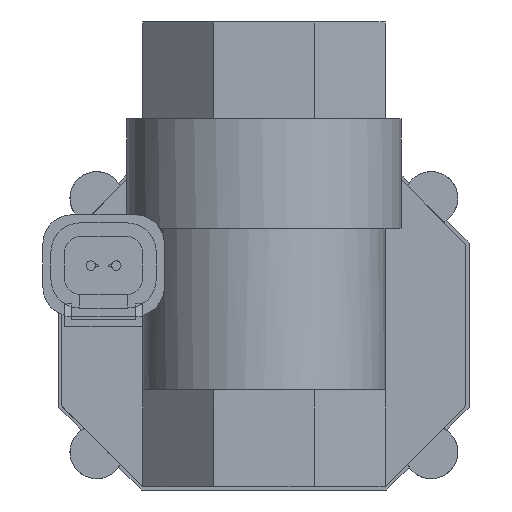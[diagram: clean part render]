
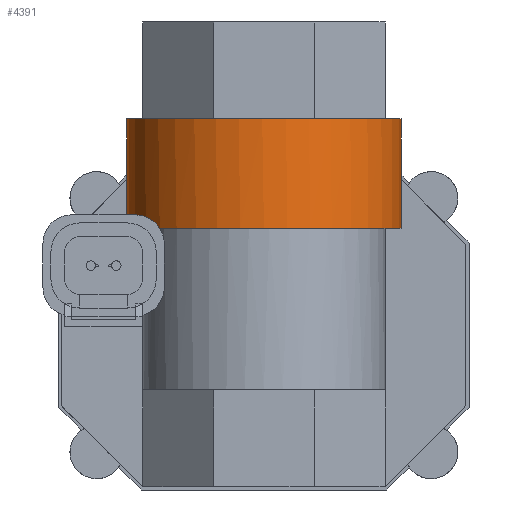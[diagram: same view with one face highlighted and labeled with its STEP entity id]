
A CAD part, front view. The second image highlights one B-rep face of the part: STEP entity #4391.
In plain terms, the highlighted cylindrical face has radius 21.59 mm (diameter 43.18 mm), a full revolution.
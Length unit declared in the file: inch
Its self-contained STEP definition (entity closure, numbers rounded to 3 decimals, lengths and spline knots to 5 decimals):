
#195 = AXIS2_PLACEMENT_3D ( 'NONE', #3763, #5476, #4314 ) ;
#443 = CARTESIAN_POINT ( 'NONE',  ( -0.02654, 0.84997, -0.34294 ) ) ;
#475 = CARTESIAN_POINT ( 'NONE',  ( 0.39078, 0.75489, -0.55253 ) ) ;
#508 = CARTESIAN_POINT ( 'NONE',  ( -0.44879, 0.72186, -0.6765 ) ) ;
#540 = FACE_OUTER_BOUND ( 'NONE', #6145, .T. ) ;
#553 = CARTESIAN_POINT ( 'NONE',  ( -0.27238, 0.80524, -0.42996 ) ) ;
#611 = FACE_OUTER_BOUND ( 'NONE', #1279, .T. ) ;
#934 = B_SPLINE_CURVE_WITH_KNOTS ( 'NONE', 3,
 ( #508, #2215, #6645, #1547, #6685, #2769, #4482, #3294, #6762, #1652, #5052, #553, #2107, #6733, #6206, #2144, #1628, #6650, #2814, #3338, #443, #3857, #5088, #1553, #4416, #1107, #5498, #3820, #3781, #7257, #5013, #3298, #4340, #5570, #6767, #4939, #1595, #475, #6617, #6136, #1659, #7298, #6058, #1515 ),
 .UNSPECIFIED., .F., .F.,
 ( 4, 2, 2, 2, 2, 2, 2, 2, 2, 2, 2, 2, 2, 2, 2, 2, 2, 2, 2, 2, 2, 4 ),
 ( 0., 0.00194, 0.00388, 0.00485, 0.00582, 0.00776, 0.00873, 0.0097, 0.01164, 0.01358, 0.01552, 0.01746, 0.0194, 0.02037, 0.02134, 0.02328, 0.02425, 0.02522, 0.02716, 0.02813, 0.0291, 0.03104 ),
 .UNSPECIFIED. ) ;
#1107 = CARTESIAN_POINT ( 'NONE',  ( 0.16142, 0.83462, -0.37138 ) ) ;
#1192 = DIRECTION ( 'NONE',  ( 0., 0., -1. ) ) ;
#1204 = CYLINDRICAL_SURFACE ( 'NONE', #2071, 0.85 ) ;
#1279 = EDGE_LOOP ( 'NONE', ( #2060 ) ) ;
#1490 = EDGE_CURVE ( 'NONE', #4546, #5253, #934, .T. ) ;
#1515 = CARTESIAN_POINT ( 'NONE',  ( 0.44879, 0.72186, -0.6765 ) ) ;
#1547 = CARTESIAN_POINT ( 'NONE',  ( -0.41072, 0.74429, -0.58446 ) ) ;
#1553 = CARTESIAN_POINT ( 'NONE',  ( 0.10087, 0.84437, -0.35316 ) ) ;
#1595 = CARTESIAN_POINT ( 'NONE',  ( 0.36952, 0.76564, -0.52222 ) ) ;
#1628 = CARTESIAN_POINT ( 'NONE',  ( -0.17479, 0.83219, -0.37597 ) ) ;
#1652 = CARTESIAN_POINT ( 'NONE',  ( -0.32029, 0.78756, -0.46854 ) ) ;
#1659 = CARTESIAN_POINT ( 'NONE',  ( 0.41599, 0.74128, -0.59532 ) ) ;
#1723 = CARTESIAN_POINT ( 'NONE',  ( 0., 0., -0.6765 ) ) ;
#1952 = ORIENTED_EDGE ( 'NONE', *, *, #1490, .F. ) ;
#2020 = AXIS2_PLACEMENT_3D ( 'NONE', #5694, #1192, #2940 ) ;
#2060 = ORIENTED_EDGE ( 'NONE', *, *, #3242, .T. ) ;
#2071 = AXIS2_PLACEMENT_3D ( 'NONE', #1723, #3987, #2872 ) ;
#2107 = CARTESIAN_POINT ( 'NONE',  ( -0.26211, 0.80865, -0.42283 ) ) ;
#2144 = CARTESIAN_POINT ( 'NONE',  ( -0.19762, 0.82702, -0.38586 ) ) ;
#2215 = CARTESIAN_POINT ( 'NONE',  ( -0.44146, 0.72642, -0.65212 ) ) ;
#2266 = EDGE_CURVE ( 'NONE', #5253, #4546, #3273, .T. ) ;
#2310 = VERTEX_POINT ( 'NONE', #6292 ) ;
#2769 = CARTESIAN_POINT ( 'NONE',  ( -0.37701, 0.76186, -0.53286 ) ) ;
#2814 = CARTESIAN_POINT ( 'NONE',  ( -0.10205, 0.84423, -0.35342 ) ) ;
#2872 = DIRECTION ( 'NONE',  ( 1., 0., 0. ) ) ;
#2940 = DIRECTION ( 'NONE',  ( -1., 0., 0. ) ) ;
#3242 = EDGE_CURVE ( 'NONE', #2310, #2310, #5344, .T. ) ;
#3273 = CIRCLE ( 'NONE', #195, 0.85 ) ;
#3294 = CARTESIAN_POINT ( 'NONE',  ( -0.35389, 0.77288, -0.50404 ) ) ;
#3298 = CARTESIAN_POINT ( 'NONE',  ( 0.29146, 0.79854, -0.44433 ) ) ;
#3338 = CARTESIAN_POINT ( 'NONE',  ( -0.05185, 0.84879, -0.34507 ) ) ;
#3482 = CARTESIAN_POINT ( 'NONE',  ( 0.44879, 0.72186, -0.6765 ) ) ;
#3763 = CARTESIAN_POINT ( 'NONE',  ( 0., 0., -0.6765 ) ) ;
#3781 = CARTESIAN_POINT ( 'NONE',  ( 0.20781, 0.82428, -0.39129 ) ) ;
#3820 = CARTESIAN_POINT ( 'NONE',  ( 0.19652, 0.82706, -0.38589 ) ) ;
#3857 = CARTESIAN_POINT ( 'NONE',  ( 0.02454, 0.85003, -0.34283 ) ) ;
#3987 = DIRECTION ( 'NONE',  ( 0., 0., 1. ) ) ;
#4314 = DIRECTION ( 'NONE',  ( -1., 0., 0. ) ) ;
#4340 = CARTESIAN_POINT ( 'NONE',  ( 0.3011, 0.79494, -0.45219 ) ) ;
#4391 = ADVANCED_FACE ( 'NONE', ( #611, #540 ), #1204, .T. ) ;
#4416 = CARTESIAN_POINT ( 'NONE',  ( 0.12544, 0.84105, -0.35928 ) ) ;
#4482 = CARTESIAN_POINT ( 'NONE',  ( -0.36951, 0.76553, -0.52299 ) ) ;
#4546 = VERTEX_POINT ( 'NONE', #6103 ) ;
#4939 = CARTESIAN_POINT ( 'NONE',  ( 0.35394, 0.77303, -0.50337 ) ) ;
#5013 = CARTESIAN_POINT ( 'NONE',  ( 0.26174, 0.80897, -0.42199 ) ) ;
#5052 = CARTESIAN_POINT ( 'NONE',  ( -0.30199, 0.79482, -0.4523 ) ) ;
#5088 = CARTESIAN_POINT ( 'NONE',  ( 0.05053, 0.84887, -0.34492 ) ) ;
#5253 = VERTEX_POINT ( 'NONE', #3482 ) ;
#5344 = CIRCLE ( 'NONE', #2020, 0.85 ) ;
#5476 = DIRECTION ( 'NONE',  ( 0., 0., -1. ) ) ;
#5498 = CARTESIAN_POINT ( 'NONE',  ( 0.17333, 0.83223, -0.37593 ) ) ;
#5570 = CARTESIAN_POINT ( 'NONE',  ( 0.31957, 0.7877, -0.46851 ) ) ;
#5694 = CARTESIAN_POINT ( 'NONE',  ( 0., 0., 0. ) ) ;
#6058 = CARTESIAN_POINT ( 'NONE',  ( 0.44145, 0.72642, -0.65211 ) ) ;
#6103 = CARTESIAN_POINT ( 'NONE',  ( -0.44879, 0.72186, -0.6765 ) ) ;
#6136 = CARTESIAN_POINT ( 'NONE',  ( 0.41013, 0.74454, -0.58439 ) ) ;
#6145 = EDGE_LOOP ( 'NONE', ( #1952, #7016 ) ) ;
#6206 = CARTESIAN_POINT ( 'NONE',  ( -0.23045, 0.81824, -0.40327 ) ) ;
#6292 = CARTESIAN_POINT ( 'NONE',  ( -0.85, 0., 0. ) ) ;
#6617 = CARTESIAN_POINT ( 'NONE',  ( 0.39753, 0.75135, -0.56301 ) ) ;
#6645 = CARTESIAN_POINT ( 'NONE',  ( -0.43232, 0.73195, -0.62889 ) ) ;
#6650 = CARTESIAN_POINT ( 'NONE',  ( -0.12712, 0.84079, -0.35975 ) ) ;
#6685 = CARTESIAN_POINT ( 'NONE',  ( -0.39826, 0.75109, -0.56325 ) ) ;
#6733 = CARTESIAN_POINT ( 'NONE',  ( -0.24116, 0.81515, -0.4095 ) ) ;
#6762 = CARTESIAN_POINT ( 'NONE',  ( -0.34574, 0.77656, -0.49491 ) ) ;
#6767 = CARTESIAN_POINT ( 'NONE',  ( 0.32843, 0.78404, -0.47699 ) ) ;
#7016 = ORIENTED_EDGE ( 'NONE', *, *, #2266, .F. ) ;
#7257 = CARTESIAN_POINT ( 'NONE',  ( 0.24085, 0.81548, -0.40873 ) ) ;
#7298 = CARTESIAN_POINT ( 'NONE',  ( 0.4323, 0.73197, -0.62882 ) ) ;
